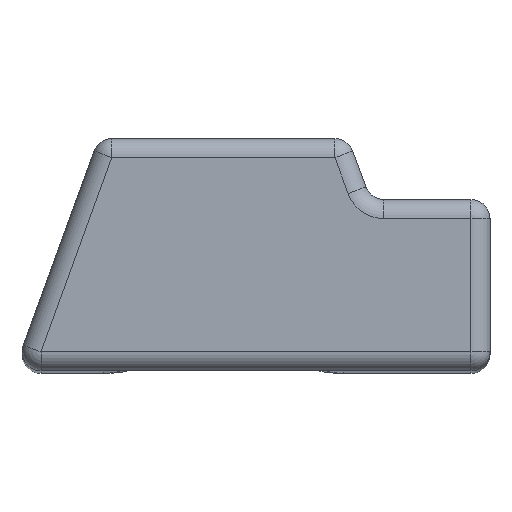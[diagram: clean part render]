
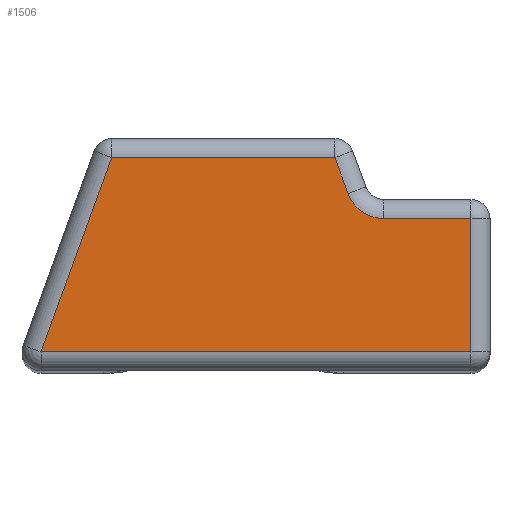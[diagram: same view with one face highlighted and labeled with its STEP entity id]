
A CAD part, top view. The second image highlights one B-rep face of the part: STEP entity #1506.
In plain terms, the highlighted planar face has unit normal (0, 0, 1).
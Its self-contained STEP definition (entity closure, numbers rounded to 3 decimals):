
#1443=CARTESIAN_POINT('Axis2P3D Location',(0.,0.,77.)) ;
#1448=CARTESIAN_POINT('Line Origine',(-7.716,6.1,77.)) ;
#1452=CARTESIAN_POINT('Vertex',(-5.859,11.2,77.)) ;
#1454=CARTESIAN_POINT('Vertex',(-9.572,1.,77.)) ;
#1457=CARTESIAN_POINT('Line Origine',(1.714,1.,77.)) ;
#1461=CARTESIAN_POINT('Vertex',(13.,1.,77.)) ;
#1464=CARTESIAN_POINT('Line Origine',(13.,4.5,77.)) ;
#1468=CARTESIAN_POINT('Vertex',(13.,8.,77.)) ;
#1471=CARTESIAN_POINT('Line Origine',(10.712,8.,77.)) ;
#1475=CARTESIAN_POINT('Vertex',(8.424,8.,77.)) ;
#1478=CARTESIAN_POINT('Axis2P3D Location',(8.424,10.,77.)) ;
#1482=CARTESIAN_POINT('Vertex',(6.545,9.316,77.)) ;
#1485=CARTESIAN_POINT('Line Origine',(6.202,10.258,77.)) ;
#1489=CARTESIAN_POINT('Vertex',(5.859,11.2,77.)) ;
#1492=CARTESIAN_POINT('Line Origine',(0.,11.2,77.)) ;
#1444=DIRECTION('Axis2P3D Direction',(0.,0.,1.)) ;
#1445=DIRECTION('Axis2P3D XDirection',(1.,0.,0.)) ;
#1449=DIRECTION('Vector Direction',(-0.342,-0.94,0.)) ;
#1458=DIRECTION('Vector Direction',(-1.,0.,0.)) ;
#1465=DIRECTION('Vector Direction',(0.,-1.,0.)) ;
#1472=DIRECTION('Vector Direction',(1.,0.,0.)) ;
#1479=DIRECTION('Axis2P3D Direction',(0.,0.,1.)) ;
#1486=DIRECTION('Vector Direction',(0.342,-0.94,0.)) ;
#1493=DIRECTION('Vector Direction',(1.,0.,0.)) ;
#1446=AXIS2_PLACEMENT_3D('Plane Axis2P3D',#1443,#1444,#1445) ;
#1480=AXIS2_PLACEMENT_3D('Circle Axis2P3D',#1478,#1479,$) ;
#1498=ORIENTED_EDGE('',*,*,#1456,.T.) ;
#1499=ORIENTED_EDGE('',*,*,#1463,.T.) ;
#1500=ORIENTED_EDGE('',*,*,#1470,.T.) ;
#1501=ORIENTED_EDGE('',*,*,#1477,.T.) ;
#1502=ORIENTED_EDGE('',*,*,#1484,.T.) ;
#1503=ORIENTED_EDGE('',*,*,#1491,.T.) ;
#1504=ORIENTED_EDGE('',*,*,#1496,.T.) ;
#1450=VECTOR('Line Direction',#1449,1.) ;
#1459=VECTOR('Line Direction',#1458,1.) ;
#1466=VECTOR('Line Direction',#1465,1.) ;
#1473=VECTOR('Line Direction',#1472,1.) ;
#1487=VECTOR('Line Direction',#1486,1.) ;
#1494=VECTOR('Line Direction',#1493,1.) ;
#1506=ADVANCED_FACE('Corps principal',(#1505),#1447,.T.) ;
#1481=CIRCLE('generated circle',#1480,2.) ;
#1456=EDGE_CURVE('',#1453,#1455,#1451,.T.) ;
#1463=EDGE_CURVE('',#1455,#1462,#1460,.F.) ;
#1470=EDGE_CURVE('',#1462,#1469,#1467,.F.) ;
#1477=EDGE_CURVE('',#1469,#1476,#1474,.F.) ;
#1484=EDGE_CURVE('',#1476,#1483,#1481,.F.) ;
#1491=EDGE_CURVE('',#1483,#1490,#1488,.F.) ;
#1496=EDGE_CURVE('',#1490,#1453,#1495,.F.) ;
#1497=EDGE_LOOP('',(#1498,#1499,#1500,#1501,#1502,#1503,#1504)) ;
#1505=FACE_OUTER_BOUND('',#1497,.T.) ;
#1451=LINE('Line',#1448,#1450) ;
#1460=LINE('Line',#1457,#1459) ;
#1467=LINE('Line',#1464,#1466) ;
#1474=LINE('Line',#1471,#1473) ;
#1488=LINE('Line',#1485,#1487) ;
#1495=LINE('Line',#1492,#1494) ;
#1447=PLANE('Plane',#1446) ;
#1453=VERTEX_POINT('',#1452) ;
#1455=VERTEX_POINT('',#1454) ;
#1462=VERTEX_POINT('',#1461) ;
#1469=VERTEX_POINT('',#1468) ;
#1476=VERTEX_POINT('',#1475) ;
#1483=VERTEX_POINT('',#1482) ;
#1490=VERTEX_POINT('',#1489) ;
